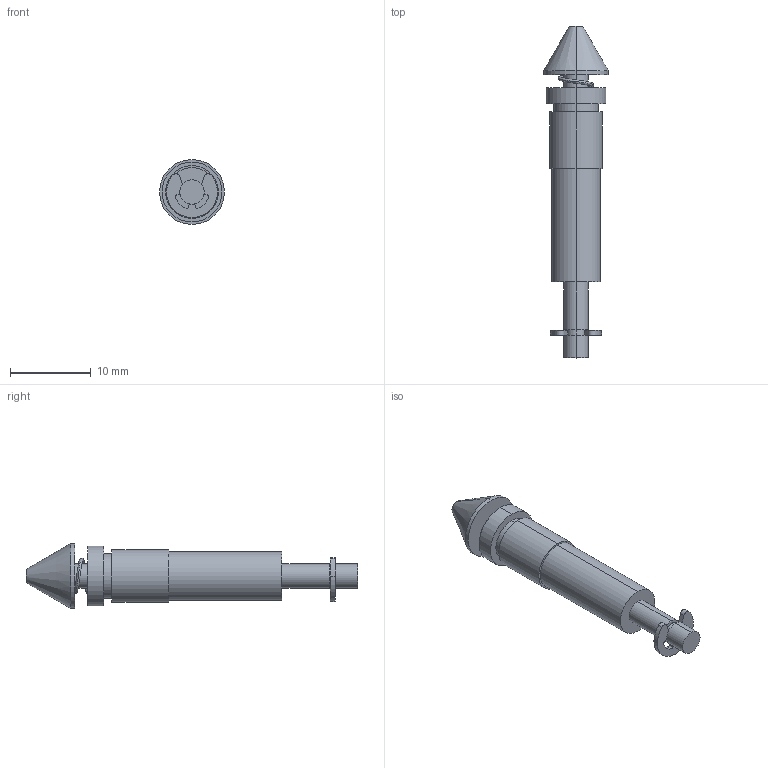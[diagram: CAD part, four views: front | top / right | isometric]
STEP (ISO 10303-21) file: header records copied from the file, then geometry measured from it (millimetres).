
FILE_DESCRIPTION (( 'STEP AP214' ), '1' );
FILE_NAME ('47042~0_Hub.STEP', '2020-08-24T11:31:14', ( '' ), ( '' ), 'SwSTEP 2.0', 'SolidWorks 2018', '' );
FILE_SCHEMA (( 'AUTOMOTIVE_DESIGN' ));
Length unit declared in the file: millimetre
Products named in the file (1): 47042~0_Hub
Bounding box: 8 x 41 x 8 mm (x, y, z)
Volume: 965.1 mm3; surface area: 895.4 mm2
Topology: 2 solids, 2 shells, 56 faces, 130 edges, 86 vertices
Faces by surface type: cylinder 34, plane 18, cone 2, bspline 2
Entity records: 7764 total; most frequent: CARTESIAN_POINT 6197, DIRECTION 304, ORIENTED_EDGE 260, EDGE_CURVE 130, AXIS2_PLACEMENT_3D 125, VERTEX_POINT 86, CIRCLE 70, EDGE_LOOP 66
